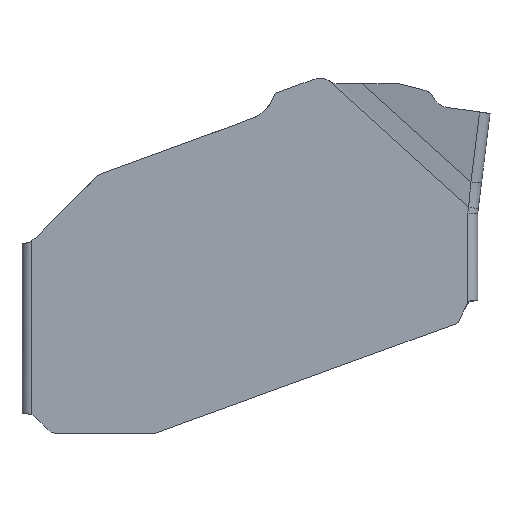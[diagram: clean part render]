
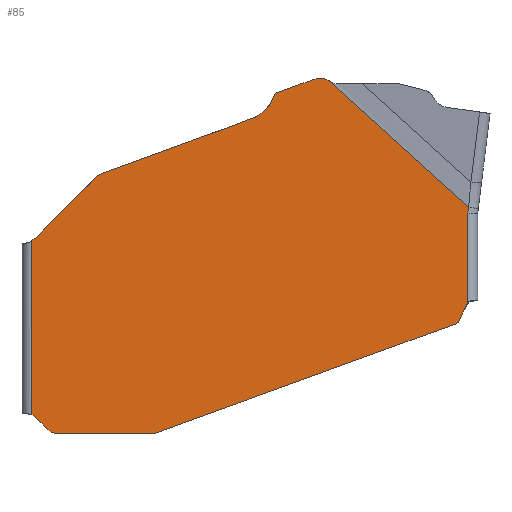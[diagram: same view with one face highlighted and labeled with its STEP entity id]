
A CAD part, left-side view. The second image highlights one B-rep face of the part: STEP entity #85.
In plain terms, the highlighted planar face has unit normal (-1, 0, 0).
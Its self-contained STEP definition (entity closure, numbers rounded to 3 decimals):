
#63=CIRCLE('',#868,0.8);
#64=CIRCLE('',#869,0.22);
#65=CIRCLE('',#870,0.33);
#66=CIRCLE('',#871,0.5);
#67=CIRCLE('',#872,0.6);
#68=CIRCLE('',#873,0.3);
#85=ADVANCED_FACE('',(#145),#126,.F.);
#126=PLANE('',#874);
#145=FACE_OUTER_BOUND('',#188,.T.);
#188=EDGE_LOOP('',(#267,#268,#269,#270,#271,#272,#273,#274,#275,#276,#277,
#278,#279,#280,#281,#282,#283,#284,#285));
#267=ORIENTED_EDGE('',*,*,#575,.T.);
#268=ORIENTED_EDGE('',*,*,#576,.T.);
#269=ORIENTED_EDGE('',*,*,#570,.F.);
#270=ORIENTED_EDGE('',*,*,#577,.F.);
#271=ORIENTED_EDGE('',*,*,#578,.F.);
#272=ORIENTED_EDGE('',*,*,#579,.F.);
#273=ORIENTED_EDGE('',*,*,#580,.F.);
#274=ORIENTED_EDGE('',*,*,#581,.F.);
#275=ORIENTED_EDGE('',*,*,#582,.F.);
#276=ORIENTED_EDGE('',*,*,#583,.F.);
#277=ORIENTED_EDGE('',*,*,#584,.T.);
#278=ORIENTED_EDGE('',*,*,#585,.T.);
#279=ORIENTED_EDGE('',*,*,#586,.T.);
#280=ORIENTED_EDGE('',*,*,#587,.T.);
#281=ORIENTED_EDGE('',*,*,#588,.T.);
#282=ORIENTED_EDGE('',*,*,#589,.T.);
#283=ORIENTED_EDGE('',*,*,#590,.T.);
#284=ORIENTED_EDGE('',*,*,#591,.T.);
#285=ORIENTED_EDGE('',*,*,#592,.T.);
#493=VERTEX_POINT('',#1288);
#494=VERTEX_POINT('',#1289);
#497=VERTEX_POINT('',#1316);
#498=VERTEX_POINT('',#1317);
#499=VERTEX_POINT('',#1320);
#500=VERTEX_POINT('',#1322);
#501=VERTEX_POINT('',#1324);
#502=VERTEX_POINT('',#1341);
#503=VERTEX_POINT('',#1343);
#504=VERTEX_POINT('',#1345);
#505=VERTEX_POINT('',#1354);
#506=VERTEX_POINT('',#1356);
#507=VERTEX_POINT('',#1358);
#508=VERTEX_POINT('',#1360);
#509=VERTEX_POINT('',#1362);
#510=VERTEX_POINT('',#1364);
#511=VERTEX_POINT('',#1366);
#512=VERTEX_POINT('',#1368);
#513=VERTEX_POINT('',#1377);
#570=EDGE_CURVE('',#493,#494,#677,.T.);
#575=EDGE_CURVE('',#497,#498,#678,.T.);
#576=EDGE_CURVE('',#498,#494,#679,.T.);
#577=EDGE_CURVE('',#499,#493,#63,.T.);
#578=EDGE_CURVE('',#500,#499,#680,.T.);
#579=EDGE_CURVE('',#501,#500,#64,.T.);
#580=EDGE_CURVE('',#502,#501,#816,.T.);
#581=EDGE_CURVE('',#503,#502,#681,.T.);
#582=EDGE_CURVE('',#504,#503,#65,.T.);
#583=EDGE_CURVE('',#505,#504,#817,.T.);
#584=EDGE_CURVE('',#505,#506,#682,.T.);
#585=EDGE_CURVE('',#506,#507,#66,.T.);
#586=EDGE_CURVE('',#507,#508,#683,.T.);
#587=EDGE_CURVE('',#508,#509,#67,.T.);
#588=EDGE_CURVE('',#509,#510,#684,.T.);
#589=EDGE_CURVE('',#510,#511,#68,.T.);
#590=EDGE_CURVE('',#511,#512,#685,.T.);
#591=EDGE_CURVE('',#512,#513,#818,.T.);
#592=EDGE_CURVE('',#513,#497,#819,.T.);
#677=LINE('',#1287,#743);
#678=LINE('',#1315,#745);
#679=LINE('',#1318,#746);
#680=LINE('',#1321,#747);
#681=LINE('',#1342,#748);
#682=LINE('',#1355,#749);
#683=LINE('',#1359,#750);
#684=LINE('',#1363,#751);
#685=LINE('',#1367,#752);
#743=VECTOR('',#961,1.);
#745=VECTOR('',#965,1.);
#746=VECTOR('',#966,1.);
#747=VECTOR('',#969,1.);
#748=VECTOR('',#972,1.);
#749=VECTOR('',#975,1.);
#750=VECTOR('',#978,1.);
#751=VECTOR('',#981,1.);
#752=VECTOR('',#984,1.);
#816=B_SPLINE_CURVE_WITH_KNOTS('',3,(#1325,#1326,#1327,#1328,#1329,#1330,
#1331,#1332,#1333,#1334,#1335,#1336,#1337,#1338,#1339,#1340),
 .UNSPECIFIED.,.F.,.F.,(4,3,3,3,3,4),(0.,0.26,0.519,
0.735,0.888,1.),.UNSPECIFIED.);
#817=B_SPLINE_CURVE_WITH_KNOTS('',3,(#1346,#1347,#1348,#1349,#1350,#1351,
#1352,#1353),.UNSPECIFIED.,.F.,.F.,(4,2,2,4),(0.,0.25,0.5,1.),
 .UNSPECIFIED.);
#818=B_SPLINE_CURVE_WITH_KNOTS('',3,(#1369,#1370,#1371,#1372,#1373,#1374,
#1375,#1376),.UNSPECIFIED.,.F.,.F.,(4,2,2,4),(0.,0.5,0.75,
1.),.UNSPECIFIED.);
#819=B_SPLINE_CURVE_WITH_KNOTS('',3,(#1378,#1379,#1380,#1381,#1382,#1383,
#1384,#1385,#1386,#1387,#1388,#1389,#1390),.UNSPECIFIED.,.F.,.F.,(4,3,3,
3,4),(0.,0.39,0.78,0.926,1.),
 .UNSPECIFIED.);
#868=AXIS2_PLACEMENT_3D('',#1319,#967,#968);
#869=AXIS2_PLACEMENT_3D('',#1323,#970,#971);
#870=AXIS2_PLACEMENT_3D('',#1344,#973,#974);
#871=AXIS2_PLACEMENT_3D('',#1357,#976,#977);
#872=AXIS2_PLACEMENT_3D('',#1361,#979,#980);
#873=AXIS2_PLACEMENT_3D('',#1365,#982,#983);
#874=AXIS2_PLACEMENT_3D('',#1391,#985,#986);
#961=DIRECTION('',(0.,-0.741,-0.671));
#965=DIRECTION('',(0.,0.,1.));
#966=DIRECTION('',(0.,-0.122,0.993));
#967=DIRECTION('',(1.,0.,0.));
#968=DIRECTION('',(0.,0.,-1.));
#969=DIRECTION('',(0.,-0.94,0.342));
#970=DIRECTION('',(1.,0.,0.));
#971=DIRECTION('',(0.,0.,-1.));
#972=DIRECTION('',(0.,-0.94,0.342));
#973=DIRECTION('',(1.,0.,0.));
#974=DIRECTION('',(0.,0.,-1.));
#975=DIRECTION('',(0.,0.,-1.));
#976=DIRECTION('',(1.,0.,0.));
#977=DIRECTION('',(0.,0.,-1.));
#978=DIRECTION('',(0.,-0.707,-0.707));
#979=DIRECTION('',(-1.,0.,0.));
#980=DIRECTION('',(0.,0.,-1.));
#981=DIRECTION('',(0.,-1.,0.));
#982=DIRECTION('',(-1.,0.,0.));
#983=DIRECTION('',(0.,0.,-1.));
#984=DIRECTION('',(0.,-0.94,0.342));
#985=DIRECTION('',(1.,0.,0.));
#986=DIRECTION('',(0.,0.,-1.));
#1287=CARTESIAN_POINT('',(-3.65,-1.938,2.248));
#1288=CARTESIAN_POINT('',(-3.65,-2.928,1.352));
#1289=CARTESIAN_POINT('',(-3.65,-8.629,-3.808));
#1315=CARTESIAN_POINT('',(-3.65,-8.6,-4.144));
#1316=CARTESIAN_POINT('',(-3.65,-8.6,-7.68));
#1317=CARTESIAN_POINT('',(-3.65,-8.6,-4.048));
#1318=CARTESIAN_POINT('',(-3.65,-8.962,-1.1));
#1319=CARTESIAN_POINT('',(-3.65,-2.594,0.625));
#1320=CARTESIAN_POINT('',(-3.65,-2.321,1.377));
#1321=CARTESIAN_POINT('',(-3.65,0.171,0.47));
#1322=CARTESIAN_POINT('',(-3.65,-0.871,0.849));
#1323=CARTESIAN_POINT('',(-3.65,-0.947,0.643));
#1324=CARTESIAN_POINT('',(-3.65,-0.747,0.736));
#1325=CARTESIAN_POINT('',(-3.65,2.158,-0.941));
#1326=CARTESIAN_POINT('',(-3.65,1.875,-0.838));
#1327=CARTESIAN_POINT('',(-3.65,1.593,-0.735));
#1328=CARTESIAN_POINT('',(-3.65,1.311,-0.633));
#1329=CARTESIAN_POINT('',(-3.65,1.029,-0.53));
#1330=CARTESIAN_POINT('',(-3.65,0.747,-0.427));
#1331=CARTESIAN_POINT('',(-3.65,0.464,-0.325));
#1332=CARTESIAN_POINT('',(-3.65,0.231,-0.24));
#1333=CARTESIAN_POINT('',(-3.65,-0.012,-0.158));
#1334=CARTESIAN_POINT('',(-3.65,-0.21,-0.008));
#1335=CARTESIAN_POINT('',(-3.65,-0.351,0.1));
#1336=CARTESIAN_POINT('',(-3.65,-0.475,0.235));
#1337=CARTESIAN_POINT('',(-3.65,-0.57,0.385));
#1338=CARTESIAN_POINT('',(-3.65,-0.64,0.496));
#1339=CARTESIAN_POINT('',(-3.65,-0.692,0.617));
#1340=CARTESIAN_POINT('',(-3.65,-0.747,0.736));
#1341=CARTESIAN_POINT('',(-3.65,2.158,-0.941));
#1342=CARTESIAN_POINT('',(-3.65,-0.05,-0.137));
#1343=CARTESIAN_POINT('',(-3.65,6.328,-2.459));
#1344=CARTESIAN_POINT('',(-3.65,6.215,-2.769));
#1345=CARTESIAN_POINT('',(-3.65,6.449,-2.536));
#1346=CARTESIAN_POINT('',(-3.65,9.1,-5.163));
#1347=CARTESIAN_POINT('',(-3.65,8.835,-4.989));
#1348=CARTESIAN_POINT('',(-3.65,8.648,-4.735));
#1349=CARTESIAN_POINT('',(-3.65,8.208,-4.295));
#1350=CARTESIAN_POINT('',(-3.65,7.988,-4.075));
#1351=CARTESIAN_POINT('',(-3.65,7.328,-3.415));
#1352=CARTESIAN_POINT('',(-3.65,6.889,-2.976));
#1353=CARTESIAN_POINT('',(-3.65,6.449,-2.536));
#1354=CARTESIAN_POINT('',(-3.65,9.1,-5.163));
#1355=CARTESIAN_POINT('',(-3.65,9.1,-14.5));
#1356=CARTESIAN_POINT('',(-3.65,9.1,-12.242));
#1357=CARTESIAN_POINT('',(-3.65,9.3,-12.7));
#1358=CARTESIAN_POINT('',(-3.65,8.946,-12.346));
#1359=CARTESIAN_POINT('',(-3.65,10.646,-10.646));
#1360=CARTESIAN_POINT('',(-3.65,8.469,-12.824));
#1361=CARTESIAN_POINT('',(-3.65,8.044,-12.4));
#1362=CARTESIAN_POINT('',(-3.65,8.044,-13.));
#1363=CARTESIAN_POINT('',(-3.65,0.,-13.));
#1364=CARTESIAN_POINT('',(-3.65,4.187,-13.));
#1365=CARTESIAN_POINT('',(-3.65,4.187,-12.7));
#1366=CARTESIAN_POINT('',(-3.65,4.084,-12.982));
#1367=CARTESIAN_POINT('',(-3.65,-3.695,-10.151));
#1368=CARTESIAN_POINT('',(-3.65,-8.083,-8.553));
#1369=CARTESIAN_POINT('',(-3.65,-8.083,-8.553));
#1370=CARTESIAN_POINT('',(-3.65,-8.119,-8.54));
#1371=CARTESIAN_POINT('',(-3.65,-8.152,-8.521));
#1372=CARTESIAN_POINT('',(-3.65,-8.194,-8.482));
#1373=CARTESIAN_POINT('',(-3.65,-8.207,-8.468));
#1374=CARTESIAN_POINT('',(-3.65,-8.229,-8.438));
#1375=CARTESIAN_POINT('',(-3.65,-8.239,-8.421));
#1376=CARTESIAN_POINT('',(-3.65,-8.247,-8.404));
#1377=CARTESIAN_POINT('',(-3.65,-8.247,-8.404));
#1378=CARTESIAN_POINT('',(-3.65,-8.247,-8.404));
#1379=CARTESIAN_POINT('',(-3.65,-8.292,-8.309));
#1380=CARTESIAN_POINT('',(-3.65,-8.336,-8.214));
#1381=CARTESIAN_POINT('',(-3.65,-8.38,-8.118));
#1382=CARTESIAN_POINT('',(-3.65,-8.425,-8.023));
#1383=CARTESIAN_POINT('',(-3.65,-8.469,-7.928));
#1384=CARTESIAN_POINT('',(-3.65,-8.514,-7.833));
#1385=CARTESIAN_POINT('',(-3.65,-8.53,-7.797));
#1386=CARTESIAN_POINT('',(-3.65,-8.545,-7.76));
#1387=CARTESIAN_POINT('',(-3.65,-8.564,-7.726));
#1388=CARTESIAN_POINT('',(-3.65,-8.574,-7.71));
#1389=CARTESIAN_POINT('',(-3.65,-8.586,-7.694));
#1390=CARTESIAN_POINT('',(-3.65,-8.6,-7.68));
#1391=CARTESIAN_POINT('',(-3.65,0.,0.));
